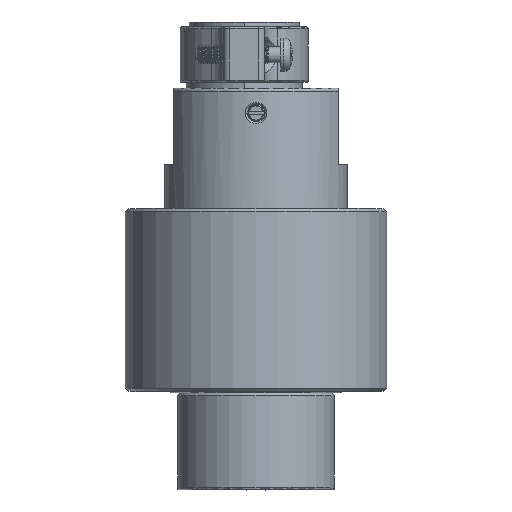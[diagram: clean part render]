
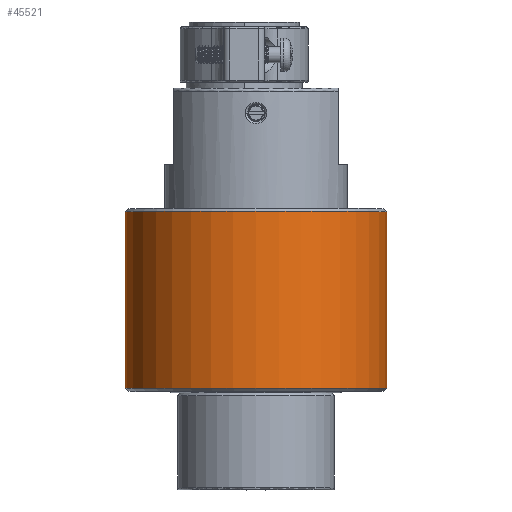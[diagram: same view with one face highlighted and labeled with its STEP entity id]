
A CAD part, top view. The second image highlights one B-rep face of the part: STEP entity #45521.
In plain terms, the highlighted cylindrical face has radius 21.5 mm (diameter 43 mm), a partial arc.
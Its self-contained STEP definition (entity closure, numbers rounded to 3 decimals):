
#6098=CARTESIAN_POINT('',(10.,2.,-15.));
#6099=DIRECTION('',(0.,1.,0.));
#6100=DIRECTION('',(-1.,0.,0.));
#6101=AXIS2_PLACEMENT_3D('',#6098,#6099,#6100);
#6103=CARTESIAN_POINT('',(10.,2.,-15.));
#6104=DIRECTION('',(0.,1.,0.));
#6105=DIRECTION('',(0.,0.,1.));
#6106=AXIS2_PLACEMENT_3D('',#6103,#6104,#6105);
#6108=DIRECTION('',(0.,-1.,0.));
#6109=VECTOR('',#6108,29.1);
#6110=CARTESIAN_POINT('',(31.5,31.1,-15.));
#6111=LINE('',#6110,#6109);
#6112=DIRECTION('',(0.,-1.,0.));
#6113=VECTOR('',#6112,29.1);
#6114=CARTESIAN_POINT('',(-11.5,31.1,-15.));
#6115=LINE('',#6114,#6113);
#6130=CARTESIAN_POINT('',(10.,31.1,-15.));
#6131=DIRECTION('',(0.,-1.,0.));
#6132=DIRECTION('',(1.,0.,0.));
#6133=AXIS2_PLACEMENT_3D('',#6130,#6131,#6132);
#6135=CARTESIAN_POINT('',(10.,31.1,-15.));
#6136=DIRECTION('',(0.,-1.,0.));
#6137=DIRECTION('',(0.,0.,1.));
#6138=AXIS2_PLACEMENT_3D('',#6135,#6136,#6137);
#35403=CARTESIAN_POINT('',(31.5,2.,-15.));
#35404=VERTEX_POINT('',#35403);
#35407=CARTESIAN_POINT('',(-11.5,2.,-15.));
#35408=VERTEX_POINT('',#35407);
#35409=CARTESIAN_POINT('',(10.,2.,6.5));
#35410=VERTEX_POINT('',#35409);
#35411=CARTESIAN_POINT('',(-11.5,31.1,-15.));
#35412=VERTEX_POINT('',#35411);
#35413=CARTESIAN_POINT('',(10.,31.1,6.5));
#35414=VERTEX_POINT('',#35413);
#35415=CARTESIAN_POINT('',(31.5,31.1,-15.));
#35416=VERTEX_POINT('',#35415);
#45504=CARTESIAN_POINT('',(10.,-0.005,-15.));
#45505=DIRECTION('',(0.,1.,0.));
#45506=DIRECTION('',(1.,0.,0.));
#45507=AXIS2_PLACEMENT_3D('',#45504,#45505,#45506);
#45508=CYLINDRICAL_SURFACE('',#45507,21.5);
#45509=ORIENTED_EDGE('',*,*,#45498,.F.);
#45510=ORIENTED_EDGE('',*,*,#45496,.F.);
#45512=ORIENTED_EDGE('',*,*,#45511,.F.);
#45514=ORIENTED_EDGE('',*,*,#45513,.F.);
#45516=ORIENTED_EDGE('',*,*,#45515,.F.);
#45518=ORIENTED_EDGE('',*,*,#45517,.T.);
#45519=EDGE_LOOP('',(#45509,#45510,#45512,#45514,#45516,#45518));
#45520=FACE_OUTER_BOUND('',#45519,.F.);
#6102=CIRCLE('',#6101,21.5);
#6107=CIRCLE('',#6106,21.5);
#6134=CIRCLE('',#6133,21.5);
#6139=CIRCLE('',#6138,21.5);
#45496=EDGE_CURVE('',#35408,#35410,#6102,.T.);
#45498=EDGE_CURVE('',#35410,#35404,#6107,.T.);
#45511=EDGE_CURVE('',#35412,#35408,#6115,.T.);
#45513=EDGE_CURVE('',#35414,#35412,#6139,.T.);
#45515=EDGE_CURVE('',#35416,#35414,#6134,.T.);
#45517=EDGE_CURVE('',#35416,#35404,#6111,.T.);
#45521=ADVANCED_FACE('',(#45520),#45508,.T.);
